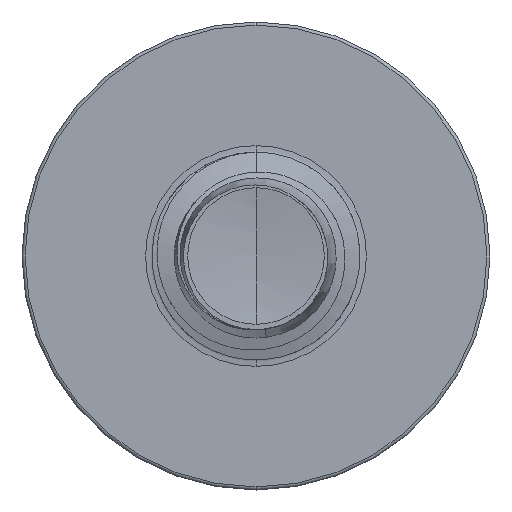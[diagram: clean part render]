
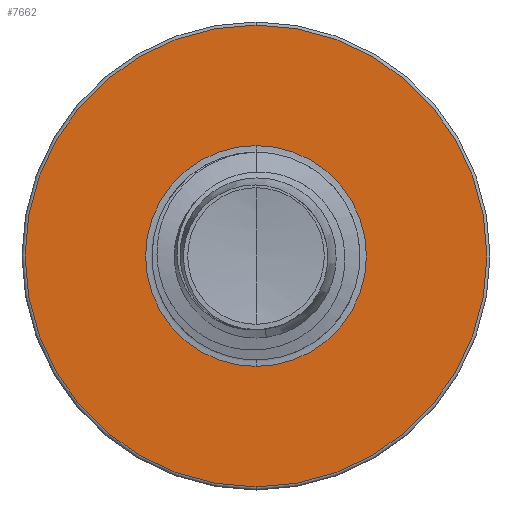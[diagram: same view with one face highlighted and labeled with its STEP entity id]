
A CAD part, front view. The second image highlights one B-rep face of the part: STEP entity #7662.
In plain terms, the highlighted planar face has unit normal (0, -1, 0).
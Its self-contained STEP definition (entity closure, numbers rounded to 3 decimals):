
#868 = CIRCLE ( 'NONE', #9397, 3.186 ) ;
#1388 = CIRCLE ( 'NONE', #8155, 6.66 ) ;
#2200 = FACE_BOUND ( 'NONE', #4146, .T. ) ;
#3395 = ORIENTED_EDGE ( 'NONE', *, *, #7872, .T. ) ;
#3506 = DIRECTION ( 'NONE',  ( 0., 0., 1. ) ) ;
#3509 = DIRECTION ( 'NONE',  ( 0., 1., 0. ) ) ;
#3530 = CARTESIAN_POINT ( 'NONE',  ( 0., 5.5, 0. ) ) ;
#4146 = EDGE_LOOP ( 'NONE', ( #6567, #3395 ) ) ;
#4837 = EDGE_LOOP ( 'NONE', ( #11112, #9939 ) ) ;
#5281 = DIRECTION ( 'NONE',  ( 0., 0., 1. ) ) ;
#5287 = DIRECTION ( 'NONE',  ( 0., 1., 0. ) ) ;
#5308 = CARTESIAN_POINT ( 'NONE',  ( 0., 5.5, 0. ) ) ;
#5661 = DIRECTION ( 'NONE',  ( 0., 0., 1. ) ) ;
#5667 = DIRECTION ( 'NONE',  ( 0., 1., 0. ) ) ;
#5682 = CARTESIAN_POINT ( 'NONE',  ( 0., 5.5, 0. ) ) ;
#6567 = ORIENTED_EDGE ( 'NONE', *, *, #9155, .T. ) ;
#7030 = CARTESIAN_POINT ( 'NONE',  ( 0., 5.5, -6.66 ) ) ;
#7662 = ADVANCED_FACE ( 'NONE', ( #9911, #2200 ), #9784, .F. ) ;
#7872 = EDGE_CURVE ( 'NONE', #7965, #8066, #10723, .T. ) ;
#7965 = VERTEX_POINT ( 'NONE', #9227 ) ;
#8066 = VERTEX_POINT ( 'NONE', #9101 ) ;
#8155 = AXIS2_PLACEMENT_3D ( 'NONE', #5308, #5287, #5281 ) ;
#8521 = CIRCLE ( 'NONE', #12636, 6.66 ) ;
#8655 = VERTEX_POINT ( 'NONE', #7030 ) ;
#8774 = EDGE_CURVE ( 'NONE', #8655, #11208, #8521, .T. ) ;
#8980 = EDGE_CURVE ( 'NONE', #11208, #8655, #1388, .T. ) ;
#9101 = CARTESIAN_POINT ( 'NONE',  ( 0., 5.5, 3.186 ) ) ;
#9155 = EDGE_CURVE ( 'NONE', #8066, #7965, #868, .T. ) ;
#9227 = CARTESIAN_POINT ( 'NONE',  ( 0., 5.5, -3.186 ) ) ;
#9255 = DIRECTION ( 'NONE',  ( 0., 0., 1. ) ) ;
#9262 = DIRECTION ( 'NONE',  ( 0., 1., 0. ) ) ;
#9269 = CARTESIAN_POINT ( 'NONE',  ( 0., 5.5, 0. ) ) ;
#9397 = AXIS2_PLACEMENT_3D ( 'NONE', #3530, #3509, #3506 ) ;
#9772 = DIRECTION ( 'NONE',  ( 0., 0., 1. ) ) ;
#9782 = DIRECTION ( 'NONE',  ( 0., 1., 0. ) ) ;
#9784 = PLANE ( 'NONE',  #10308 ) ;
#9911 = FACE_OUTER_BOUND ( 'NONE', #4837, .T. ) ;
#9939 = ORIENTED_EDGE ( 'NONE', *, *, #8774, .F. ) ;
#10194 = CARTESIAN_POINT ( 'NONE',  ( 0., 5.5, -3.186 ) ) ;
#10308 = AXIS2_PLACEMENT_3D ( 'NONE', #10194, #9782, #9772 ) ;
#10723 = CIRCLE ( 'NONE', #12166, 3.186 ) ;
#10862 = CARTESIAN_POINT ( 'NONE',  ( 0., 5.5, 6.66 ) ) ;
#11112 = ORIENTED_EDGE ( 'NONE', *, *, #8980, .F. ) ;
#11208 = VERTEX_POINT ( 'NONE', #10862 ) ;
#12166 = AXIS2_PLACEMENT_3D ( 'NONE', #9269, #9262, #9255 ) ;
#12636 = AXIS2_PLACEMENT_3D ( 'NONE', #5682, #5667, #5661 ) ;
